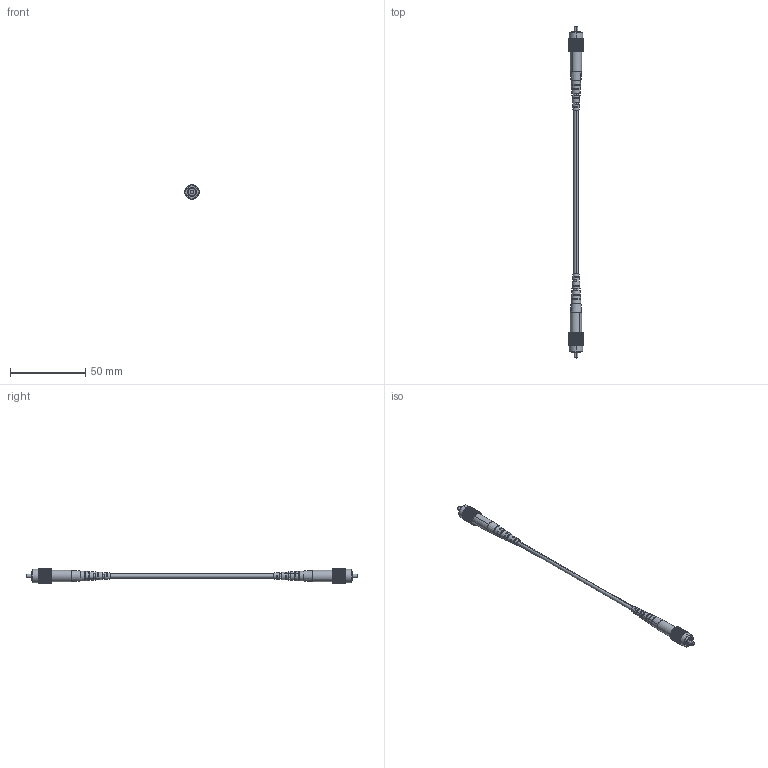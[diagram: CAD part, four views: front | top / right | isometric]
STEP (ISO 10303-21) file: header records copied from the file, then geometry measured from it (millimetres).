
FILE_DESCRIPTION (( 'STEP AP203' ), '1' );
FILE_NAME ('SFOFC.STEP', '2006-06-23T20:20:23', ( 'lcom' ), ( 'lcom' ), 'SwSTEP 2.0', 'SolidWorks 2006004', '' );
FILE_SCHEMA (( 'CONFIG_CONTROL_DESIGN' ));
Length unit declared in the file: inch
Products named in the file (5): N601-INS-SF-10C; CONN-351-102-71-MA2; SFOFC; CONN-351-102-71; CONN-351-102-71-MA1
Assembly tree (5 placements, depth 3):
  SFOFC
    N601-INS-SF-10C
    CONN-351-102-71  x2
      CONN-351-102-71-MA2
      CONN-351-102-71-MA1
Bounding box: 9.52 x 220.57 x 9.52 mm (x, y, z)
Volume: 3346.9 mm3; surface area: 6576.7 mm2
Topology: 5 solids, 5 shells, 766 faces, 2294 edges, 1528 vertices
Faces by surface type: plane 572, cylinder 182, cone 12
Entity records: 13801 total; most frequent: CARTESIAN_POINT 2652, ORIENTED_EDGE 2300, DIRECTION 2156, EDGE_CURVE 1150, VECTOR 820, LINE 820, VERTEX_POINT 766, AXIS2_PLACEMENT_3D 668
